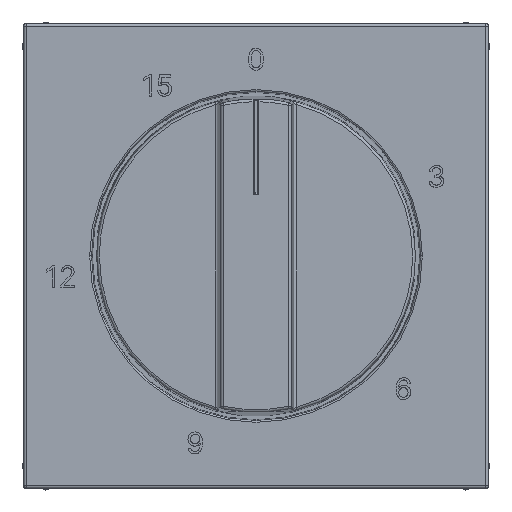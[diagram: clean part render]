
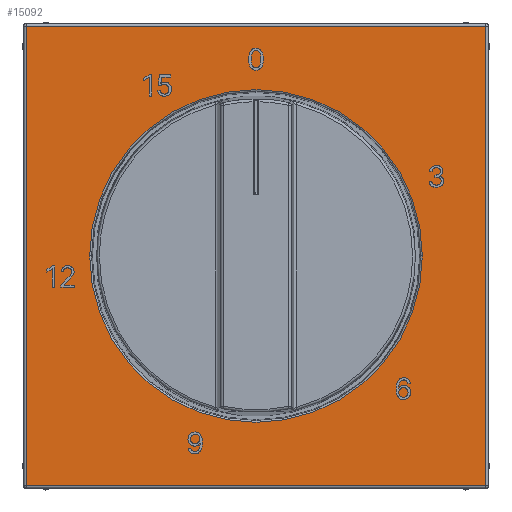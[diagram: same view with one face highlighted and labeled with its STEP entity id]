
A CAD part, top view. The second image highlights one B-rep face of the part: STEP entity #15092.
In plain terms, the highlighted face is planar.
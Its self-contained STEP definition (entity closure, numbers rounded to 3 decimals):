
#1898=DIRECTION('',(1.,0.,0.));
#1899=VECTOR('',#1898,54.881);
#1900=CARTESIAN_POINT('',(-27.44,10.,27.44));
#1901=LINE('4665',#1900,#1899);
#1906=DIRECTION('',(0.,0.,1.));
#1907=VECTOR('',#1906,54.881);
#1908=CARTESIAN_POINT('',(-27.44,10.,-27.44));
#1909=LINE('4669',#1908,#1907);
#1913=DIRECTION('',(-1.,0.,0.));
#1914=VECTOR('',#1913,54.881);
#1915=CARTESIAN_POINT('',(27.44,10.,-27.44));
#1916=LINE('4675',#1915,#1914);
#1920=DIRECTION('',(0.,0.,-1.));
#1921=VECTOR('',#1920,54.881);
#1922=CARTESIAN_POINT('',(27.44,10.,27.44));
#1923=LINE('4680',#1922,#1921);
#1927=CARTESIAN_POINT('',(0.,10.,0.));
#1928=DIRECTION('',(0.,-1.,0.));
#1929=DIRECTION('',(1.,0.,0.));
#1930=AXIS2_PLACEMENT_3D('',#1927,#1928,#1929);
#1935=CARTESIAN_POINT('',(0.,10.,0.));
#1936=DIRECTION('',(0.,-1.,0.));
#1937=DIRECTION('',(-1.,0.,0.));
#1938=AXIS2_PLACEMENT_3D('',#1935,#1936,#1937);
#13459=CARTESIAN_POINT('',(-27.44,10.,27.44));
#13460=CARTESIAN_POINT('',(27.44,10.,27.44));
#13461=VERTEX_POINT('',#13459);
#13462=VERTEX_POINT('',#13460);
#13469=CARTESIAN_POINT('',(-27.44,10.,-27.44));
#13470=VERTEX_POINT('',#13469);
#13481=CARTESIAN_POINT('',(27.44,10.,-27.44));
#13482=VERTEX_POINT('',#13481);
#13699=CARTESIAN_POINT('',(19.869,10.,0.));
#13700=CARTESIAN_POINT('',(-19.869,10.,0.));
#13701=VERTEX_POINT('',#13699);
#13702=VERTEX_POINT('',#13700);
#15071=CARTESIAN_POINT('',(0.,10.,0.));
#15072=DIRECTION('',(0.,1.,0.));
#15073=DIRECTION('',(0.,0.,-1.));
#15074=AXIS2_PLACEMENT_3D('',#15071,#15072,#15073);
#15075=PLANE('1910',#15074);
#15077=ORIENTED_EDGE('4665',*,*,#15076,.F.);
#15079=ORIENTED_EDGE('4669',*,*,#15078,.F.);
#15081=ORIENTED_EDGE('4675',*,*,#15080,.F.);
#15083=ORIENTED_EDGE('4680',*,*,#15082,.F.);
#15084=EDGE_LOOP('1910',(#15077,#15079,#15081,#15083));
#15085=FACE_OUTER_BOUND('1910',#15084,.F.);
#15087=ORIENTED_EDGE('7300',*,*,#15086,.F.);
#15089=ORIENTED_EDGE('7302',*,*,#15088,.F.);
#15090=EDGE_LOOP('1910',(#15087,#15089));
#15091=FACE_BOUND('1910',#15090,.F.);
#1931=CIRCLE('7300',#1930,19.869);
#1939=CIRCLE('7302',#1938,19.869);
#15076=EDGE_CURVE('4665',#13461,#13462,#1901,.T.);
#15078=EDGE_CURVE('4669',#13470,#13461,#1909,.T.);
#15080=EDGE_CURVE('4675',#13482,#13470,#1916,.T.);
#15082=EDGE_CURVE('4680',#13462,#13482,#1923,.T.);
#15086=EDGE_CURVE('7300',#13701,#13702,#1931,.T.);
#15088=EDGE_CURVE('7302',#13702,#13701,#1939,.T.);
#15092=ADVANCED_FACE('1910',(#15085,#15091),#15075,.T.);
